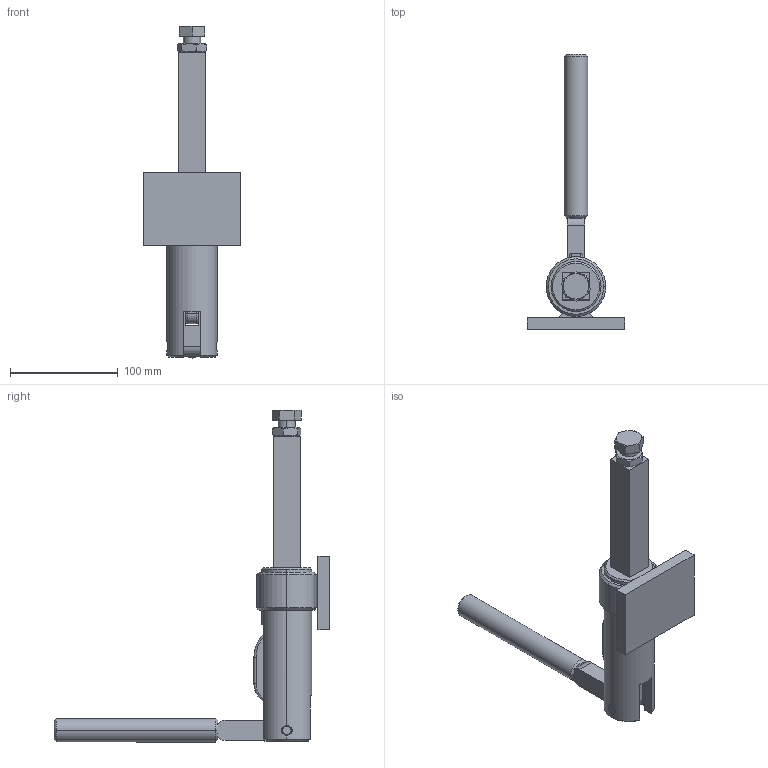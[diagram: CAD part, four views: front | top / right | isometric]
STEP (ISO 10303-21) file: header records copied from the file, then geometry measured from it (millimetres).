
FILE_DESCRIPTION (( 'STEP AP203' ), '1' );
FILE_NAME ('HS-30619M 装配体.STEP', '2018-12-07T06:06:34', ( 'PCOS' ), ( '微软中国' ), 'SwSTEP 2.0', 'SolidWorks 2012', '' );
FILE_SCHEMA (( 'CONFIG_CONTROL_DESIGN' ));
Length unit declared in the file: millimetre
Products named in the file (9): HS-30619M 蚾饜极; 种1; hexagon head bolts-full thread gb_GB_FASTENER_BOLT_STBAB A M16X50-N; hex thin nuts-grades ab-chamfered gb_GB_FASTENER_NUT_STNAB M16-N; 挴裝; 忒參; 蟀裝; 盓殤; 菁釱
Assembly tree (8 placements, depth 2):
  HS-30619M 蚾饜极
    菁釱
    盓殤
    蟀裝
    忒參
    挴裝
    hex thin nuts-grades ab-chamfered gb_GB_FASTENER_NUT_STNAB M16-N
    hexagon head bolts-full thread gb_GB_FASTENER_BOLT_STBAB A M16X50-N
    种1
Bounding box: 90.5 x 255.8 x 308.03 mm (x, y, z)
Volume: 477994.9 mm3; surface area: 122073.9 mm2
Topology: 8 solids, 8 shells, 578 faces, 1535 edges, 1002 vertices
Faces by surface type: plane 273, bspline 157, cylinder 91, cone 33, torus 24
Entity records: 25729 total; most frequent: CARTESIAN_POINT 11323, ORIENTED_EDGE 3066, DIRECTION 2300, EDGE_CURVE 1533, VERTEX_POINT 1002, VECTOR 898, LINE 898, AXIS2_PLACEMENT_3D 701
